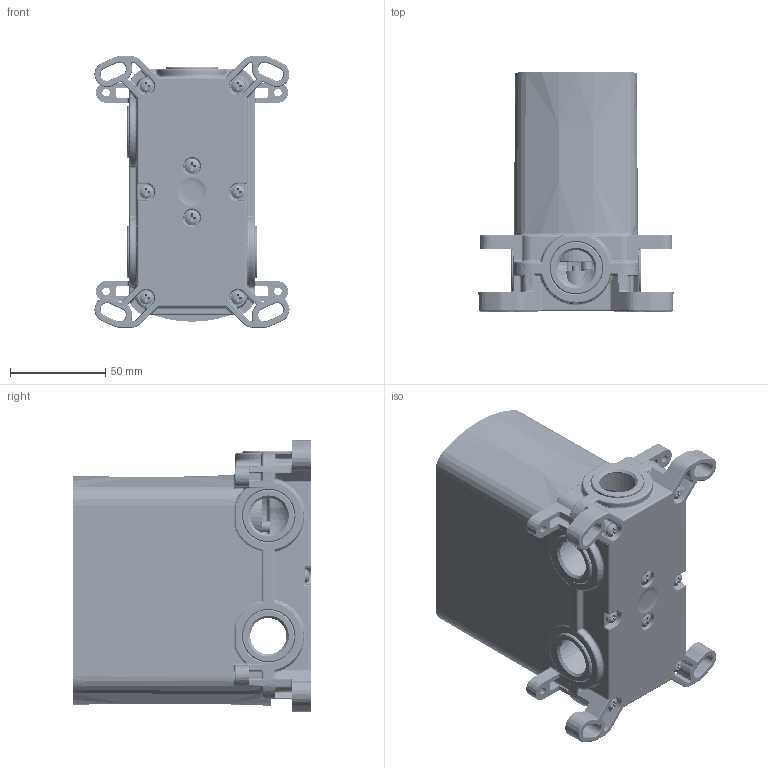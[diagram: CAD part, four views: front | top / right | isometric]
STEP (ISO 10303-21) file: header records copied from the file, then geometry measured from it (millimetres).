
FILE_DESCRIPTION(('CATIA V5 STEP Exchange','CAx-IF Rec.Pracs.--- Model Styling and Organization---1.5--- 2016-08-15','CAx-IF Rec.Pracs.---Supplemental Geometry---1.0---2011-11-01','CAx-IF Rec.Pracs.--- Composite Materials ---3.4---2017-06-13','CAx-IF Rec.Pracs.---Tessellated 3D Geometry---1.0---2015-12-17'),'2;1');
FILE_NAME('ZA0002304 - rendering.stp','2024-01-31T08:23:31+00:00',('none'),('none'),'CATIA Version 5-6 Release 2020 SP2','CATIA V5 STEP AP242 v2','none');
FILE_SCHEMA(('AP242_MANAGED_MODEL_BASED_3D_ENGINEERING_MIM_LF {1 0 10303 442 1 1 4}'));
Length unit declared in the file: millimetre
Products named in the file (1): PR.0518.40_AllCATPart
Bounding box: 102.16 x 125 x 142.17 mm (x, y, z)
Volume: 201375.8 mm3; surface area: 214619.5 mm2
Topology: 29 solids, 308 shells, 5807 faces, 16723 edges, 11097 vertices
Faces by surface type: plane 2115, cylinder 1415, bspline 1268, torus 408, cone 407, sphere 179, extrusion 9, revolution 6
Entity records: 254051 total; most frequent: CARTESIAN_POINT 128031, ORIENTED_EDGE 31572, EDGE_CURVE 16474, DIRECTION 15153, VERTEX_POINT 11097, B_SPLINE_CURVE_WITH_KNOTS 7143, AXIS2_PLACEMENT_3D 6402, EDGE_LOOP 6008
